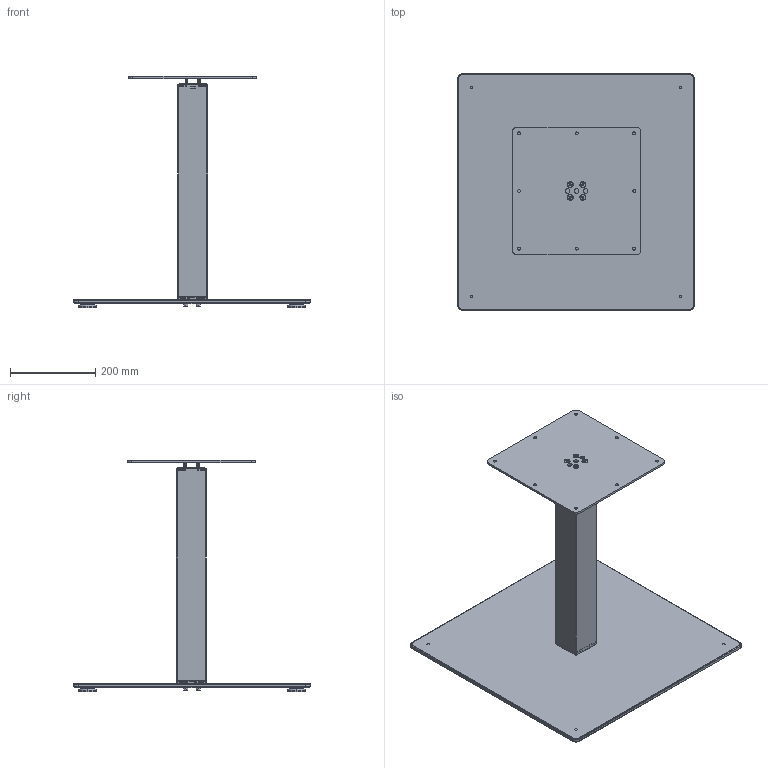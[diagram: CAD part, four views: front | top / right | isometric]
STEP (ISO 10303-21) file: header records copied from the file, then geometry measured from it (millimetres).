
FILE_DESCRIPTION(('STEP AP214'),'1');
FILE_NAME('3033001 Gliera EHV 1 550x550.STP','2024-11-21T09:53:32',(' '),(' '),'Spatial InterOp 3D',' ',' ');
FILE_SCHEMA(('AUTOMOTIVE_DESIGN { 1 0 10303 214 1 1 1 1 }'));
Length unit declared in the file: millimetre
Products named in the file (1): Assembly 1|Wuerth_00846  20_ISO 4762/DIN 912 Stahl 8.8 verzinkt_LOD_High_1#Wuerth_00846  20_ISO 4762/DIN 912 Stahl 8.8 verzinkt_LOD_High_1;Wuerth_00846  20_ISO 4762/DIN 912 Stahl 8.8 verzinkt_LOD_High_1
Bounding box: 554 x 554 x 541.8 mm (x, y, z)
Volume: 7937491 mm3; surface area: 1759518.7 mm2
Topology: 21 solids, 21 shells, 2219 faces, 5391 edges, 3219 vertices
Faces by surface type: cylinder 795, plane 694, cone 662, torus 68
Entity records: 69164 total; most frequent: CARTESIAN_POINT 13022, DIRECTION 12330, ORIENTED_EDGE 10746, EDGE_CURVE 5373, AXIS2_PLACEMENT_3D 5209, VERTEX_POINT 3219, CIRCLE 2429, EDGE_LOOP 2340
